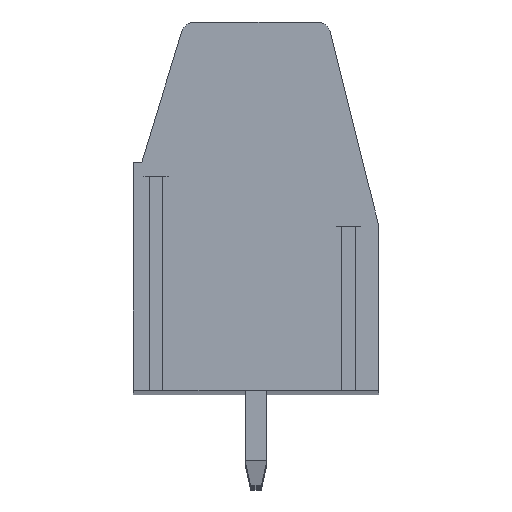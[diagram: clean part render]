
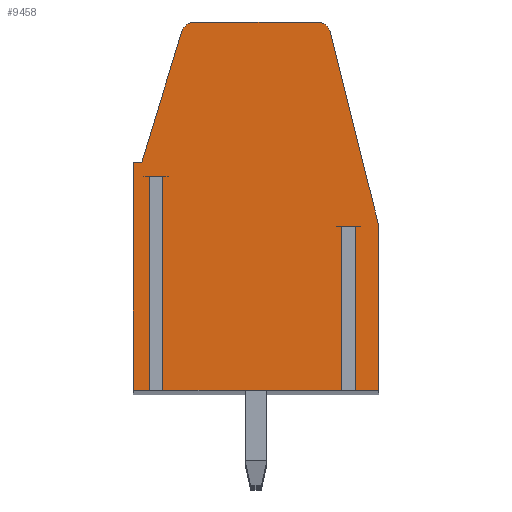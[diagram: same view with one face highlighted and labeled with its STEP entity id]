
A CAD part, top view. The second image highlights one B-rep face of the part: STEP entity #9458.
In plain terms, the highlighted planar face has unit normal (0, 0, 1).
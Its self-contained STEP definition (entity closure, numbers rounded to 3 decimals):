
#13=DIRECTION('',(-1.,0.,0.));
#14=VECTOR('',#13,0.503);
#15=CARTESIAN_POINT('',(-3.413,1.1,88.9));
#16=LINE('',#15,#14);
#17=DIRECTION('',(0.,1.,0.));
#18=VECTOR('',#17,7.85);
#19=CARTESIAN_POINT('',(-3.917,-6.75,88.9));
#20=LINE('',#19,#18);
#21=DIRECTION('',(1.,0.,0.));
#22=VECTOR('',#21,0.583);
#23=CARTESIAN_POINT('',(-4.5,-6.75,88.9));
#24=LINE('',#23,#22);
#25=DIRECTION('',(0.,-1.,0.));
#26=VECTOR('',#25,8.35);
#27=CARTESIAN_POINT('',(-4.5,1.6,88.9));
#28=LINE('',#27,#26);
#29=DIRECTION('',(-1.,0.,0.));
#30=VECTOR('',#29,0.31);
#31=CARTESIAN_POINT('',(-4.19,1.6,88.9));
#32=LINE('',#31,#30);
#33=DIRECTION('',(-0.292,-0.956,0.));
#34=VECTOR('',#33,5.015);
#35=CARTESIAN_POINT('',(-2.723,6.396,88.9));
#36=LINE('',#35,#34);
#37=CARTESIAN_POINT('',(-2.245,6.25,88.9));
#38=DIRECTION('',(0.,0.,1.));
#39=DIRECTION('',(0.,1.,0.));
#40=AXIS2_PLACEMENT_3D('',#37,#38,#39);
#42=DIRECTION('',(-1.,0.,0.));
#43=VECTOR('',#42,4.489);
#44=CARTESIAN_POINT('',(2.244,6.75,88.9));
#45=LINE('',#44,#43);
#46=CARTESIAN_POINT('',(2.244,6.25,88.9));
#47=DIRECTION('',(0.,0.,1.));
#48=DIRECTION('',(0.97,0.242,0.));
#49=AXIS2_PLACEMENT_3D('',#46,#47,#48);
#51=DIRECTION('',(-0.242,0.97,0.));
#52=VECTOR('',#51,7.318);
#53=CARTESIAN_POINT('',(4.5,-0.73,88.9));
#54=LINE('',#53,#52);
#55=DIRECTION('',(0.,1.,0.));
#56=VECTOR('',#55,6.02);
#57=CARTESIAN_POINT('',(4.5,-6.75,88.9));
#58=LINE('',#57,#56);
#59=DIRECTION('',(1.,0.,0.));
#60=VECTOR('',#59,0.863);
#61=CARTESIAN_POINT('',(3.637,-6.75,88.9));
#62=LINE('',#61,#60);
#63=DIRECTION('',(0.,1.,0.));
#64=VECTOR('',#63,6.02);
#65=CARTESIAN_POINT('',(3.637,-6.75,88.9));
#66=LINE('',#65,#64);
#67=DIRECTION('',(-1.,0.,0.));
#68=VECTOR('',#67,0.503);
#69=CARTESIAN_POINT('',(3.637,-0.73,88.9));
#70=LINE('',#69,#68);
#71=DIRECTION('',(0.,1.,0.));
#72=VECTOR('',#71,6.02);
#73=CARTESIAN_POINT('',(3.133,-6.75,88.9));
#74=LINE('',#73,#72);
#75=DIRECTION('',(1.,0.,0.));
#76=VECTOR('',#75,6.547);
#77=CARTESIAN_POINT('',(-3.413,-6.75,88.9));
#78=LINE('',#77,#76);
#79=DIRECTION('',(0.,1.,0.));
#80=VECTOR('',#79,7.85);
#81=CARTESIAN_POINT('',(-3.413,-6.75,88.9));
#82=LINE('',#81,#80);
#7413=CARTESIAN_POINT('',(4.5,-6.75,88.9));
#7414=CARTESIAN_POINT('',(4.5,-0.73,88.9));
#7415=VERTEX_POINT('',#7413);
#7416=VERTEX_POINT('',#7414);
#7417=CARTESIAN_POINT('',(2.73,6.371,88.9));
#7418=VERTEX_POINT('',#7417);
#7419=CARTESIAN_POINT('',(2.244,6.75,88.9));
#7420=VERTEX_POINT('',#7419);
#7421=CARTESIAN_POINT('',(-2.245,6.75,88.9));
#7422=VERTEX_POINT('',#7421);
#7423=CARTESIAN_POINT('',(-2.723,6.396,88.9));
#7424=VERTEX_POINT('',#7423);
#7425=CARTESIAN_POINT('',(-4.19,1.6,88.9));
#7426=VERTEX_POINT('',#7425);
#7427=CARTESIAN_POINT('',(-4.5,1.6,88.9));
#7428=VERTEX_POINT('',#7427);
#7429=CARTESIAN_POINT('',(-4.5,-6.75,88.9));
#7430=VERTEX_POINT('',#7429);
#7505=CARTESIAN_POINT('',(3.637,-0.73,88.9));
#7506=CARTESIAN_POINT('',(3.133,-0.73,88.9));
#7507=VERTEX_POINT('',#7505);
#7508=VERTEX_POINT('',#7506);
#7509=CARTESIAN_POINT('',(3.133,-6.75,88.9));
#7510=VERTEX_POINT('',#7509);
#7511=CARTESIAN_POINT('',(3.637,-6.75,88.9));
#7512=VERTEX_POINT('',#7511);
#7529=CARTESIAN_POINT('',(-3.413,1.1,88.9));
#7530=CARTESIAN_POINT('',(-3.917,1.1,88.9));
#7531=VERTEX_POINT('',#7529);
#7532=VERTEX_POINT('',#7530);
#7533=CARTESIAN_POINT('',(-3.413,-6.75,88.9));
#7534=VERTEX_POINT('',#7533);
#7535=CARTESIAN_POINT('',(-3.917,-6.75,88.9));
#7536=VERTEX_POINT('',#7535);
#9417=CARTESIAN_POINT('',(0.,0.,88.9));
#9418=DIRECTION('',(0.,0.,1.));
#9419=DIRECTION('',(1.,0.,0.));
#9420=AXIS2_PLACEMENT_3D('',#9417,#9418,#9419);
#9421=PLANE('',#9420);
#9423=ORIENTED_EDGE('',*,*,#9422,.T.);
#9425=ORIENTED_EDGE('',*,*,#9424,.F.);
#9427=ORIENTED_EDGE('',*,*,#9426,.F.);
#9429=ORIENTED_EDGE('',*,*,#9428,.F.);
#9431=ORIENTED_EDGE('',*,*,#9430,.F.);
#9433=ORIENTED_EDGE('',*,*,#9432,.F.);
#9435=ORIENTED_EDGE('',*,*,#9434,.F.);
#9437=ORIENTED_EDGE('',*,*,#9436,.F.);
#9439=ORIENTED_EDGE('',*,*,#9438,.F.);
#9441=ORIENTED_EDGE('',*,*,#9440,.F.);
#9443=ORIENTED_EDGE('',*,*,#9442,.F.);
#9445=ORIENTED_EDGE('',*,*,#9444,.F.);
#9447=ORIENTED_EDGE('',*,*,#9446,.T.);
#9449=ORIENTED_EDGE('',*,*,#9448,.T.);
#9451=ORIENTED_EDGE('',*,*,#9450,.F.);
#9453=ORIENTED_EDGE('',*,*,#9452,.F.);
#9455=ORIENTED_EDGE('',*,*,#9454,.T.);
#9456=EDGE_LOOP('',(#9423,#9425,#9427,#9429,#9431,#9433,#9435,#9437,#9439,#9441,
#9443,#9445,#9447,#9449,#9451,#9453,#9455));
#9457=FACE_OUTER_BOUND('',#9456,.F.);
#41=CIRCLE('',#40,0.5);
#50=CIRCLE('',#49,0.5);
#9422=EDGE_CURVE('',#7531,#7532,#16,.T.);
#9424=EDGE_CURVE('',#7536,#7532,#20,.T.);
#9426=EDGE_CURVE('',#7430,#7536,#24,.T.);
#9428=EDGE_CURVE('',#7428,#7430,#28,.T.);
#9430=EDGE_CURVE('',#7426,#7428,#32,.T.);
#9432=EDGE_CURVE('',#7424,#7426,#36,.T.);
#9434=EDGE_CURVE('',#7422,#7424,#41,.T.);
#9436=EDGE_CURVE('',#7420,#7422,#45,.T.);
#9438=EDGE_CURVE('',#7418,#7420,#50,.T.);
#9440=EDGE_CURVE('',#7416,#7418,#54,.T.);
#9442=EDGE_CURVE('',#7415,#7416,#58,.T.);
#9444=EDGE_CURVE('',#7512,#7415,#62,.T.);
#9446=EDGE_CURVE('',#7512,#7507,#66,.T.);
#9448=EDGE_CURVE('',#7507,#7508,#70,.T.);
#9450=EDGE_CURVE('',#7510,#7508,#74,.T.);
#9452=EDGE_CURVE('',#7534,#7510,#78,.T.);
#9454=EDGE_CURVE('',#7534,#7531,#82,.T.);
#9458=ADVANCED_FACE('',(#9457),#9421,.T.);
